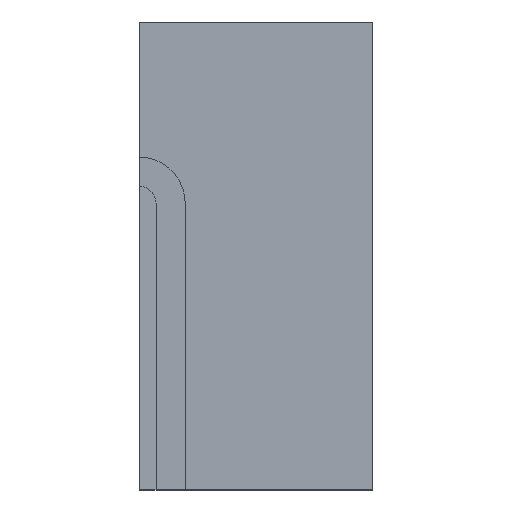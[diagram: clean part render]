
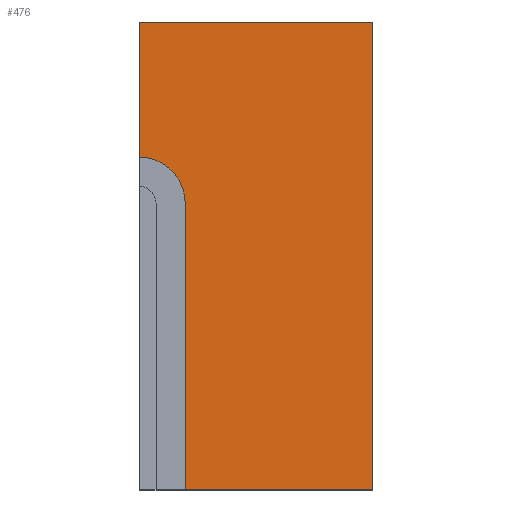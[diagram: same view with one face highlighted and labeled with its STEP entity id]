
A CAD part, top view. The second image highlights one B-rep face of the part: STEP entity #476.
In plain terms, the highlighted planar face has unit normal (0, 0, 1).
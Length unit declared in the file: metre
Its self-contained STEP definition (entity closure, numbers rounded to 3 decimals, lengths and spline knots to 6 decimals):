
#31=CIRCLE('',#536,0.001975);
#98=ORIENTED_EDGE('',*,*,#211,.F.);
#99=ORIENTED_EDGE('',*,*,#198,.T.);
#100=ORIENTED_EDGE('',*,*,#212,.F.);
#101=ORIENTED_EDGE('',*,*,#213,.F.);
#102=ORIENTED_EDGE('',*,*,#214,.T.);
#103=ORIENTED_EDGE('',*,*,#215,.F.);
#198=EDGE_CURVE('',#259,#258,#304,.T.);
#211=EDGE_CURVE('',#259,#270,#316,.T.);
#212=EDGE_CURVE('',#271,#258,#317,.T.);
#213=EDGE_CURVE('',#272,#271,#318,.T.);
#214=EDGE_CURVE('',#272,#273,#319,.T.);
#215=EDGE_CURVE('',#270,#273,#31,.T.);
#258=VERTEX_POINT('',#747);
#259=VERTEX_POINT('',#749);
#270=VERTEX_POINT('',#775);
#271=VERTEX_POINT('',#777);
#272=VERTEX_POINT('',#779);
#273=VERTEX_POINT('',#781);
#304=LINE('',#748,#358);
#316=LINE('',#774,#370);
#317=LINE('',#776,#371);
#318=LINE('',#778,#372);
#319=LINE('',#780,#373);
#358=VECTOR('',#609,1.);
#370=VECTOR('',#627,1.);
#371=VECTOR('',#628,1.);
#372=VECTOR('',#629,1.);
#373=VECTOR('',#630,1.);
#404=EDGE_LOOP('',(#98,#99,#100,#101,#102,#103));
#430=FACE_BOUND('',#404,.T.);
#454=PLANE('',#535);
#476=ADVANCED_FACE('',(#430),#454,.F.);
#535=AXIS2_PLACEMENT_3D('',#773,#625,#626);
#536=AXIS2_PLACEMENT_3D('',#782,#631,#632);
#609=DIRECTION('',(1.,0.,0.));
#625=DIRECTION('',(0.,0.,-1.));
#626=DIRECTION('',(-1.,0.,0.));
#627=DIRECTION('',(0.,1.,0.));
#628=DIRECTION('',(0.,-1.,0.));
#629=DIRECTION('',(1.,0.,0.));
#630=DIRECTION('',(0.,-1.,0.));
#631=DIRECTION('',(0.,0.,1.));
#632=DIRECTION('',(1.,0.,0.));
#747=CARTESIAN_POINT('',(0.01,0.,0.0045));
#748=CARTESIAN_POINT('',(0.005,0.,0.0045));
#749=CARTESIAN_POINT('',(0.001975,0.,0.0045));
#773=CARTESIAN_POINT('',(0.005,0.02,0.0045));
#774=CARTESIAN_POINT('',(0.001975,0.006125,0.0045));
#775=CARTESIAN_POINT('',(0.001975,0.01225,0.0045));
#776=CARTESIAN_POINT('',(0.01,0.02,0.0045));
#777=CARTESIAN_POINT('',(0.01,0.02,0.0045));
#778=CARTESIAN_POINT('',(0.005,0.02,0.0045));
#779=CARTESIAN_POINT('',(0.,0.02,0.0045));
#780=CARTESIAN_POINT('',(0.,0.02,0.0045));
#781=CARTESIAN_POINT('',(0.,0.014225,0.0045));
#782=CARTESIAN_POINT('',(0.,0.01225,0.0045));
